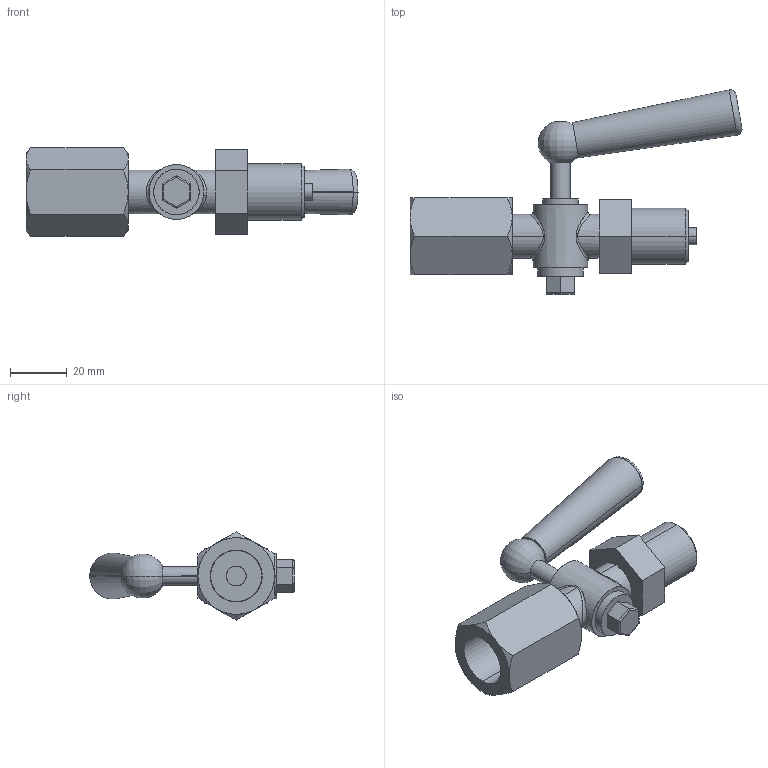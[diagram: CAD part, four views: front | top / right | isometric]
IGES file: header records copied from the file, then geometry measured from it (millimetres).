
Start section: SolidWorks IGES file using analytic representation for surfaces
Global section: file name: Kohout tlakomerovy 2-cestny.IGS; native system: SolidWorks 2012; preprocessor: SolidWorks 2012; author: cerny; date: 130220.122520; units: millimetre
Bounding box: 116.97 x 72.06 x 31.18 mm (x, y, z)
Surface area: 17773.4 mm2 (no closed solid volume)
Topology: 0 solids, 0 shells, 98 faces, 1637 edges, 1637 vertices
Faces by surface type: revolution 54, bspline 44
